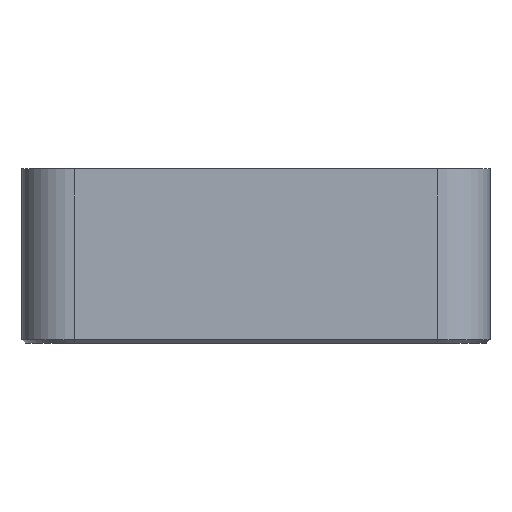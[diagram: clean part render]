
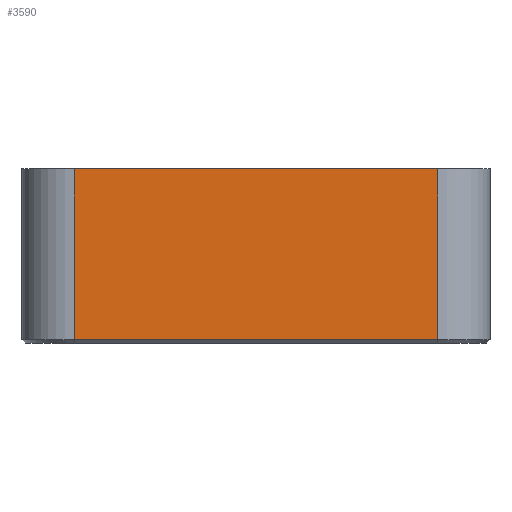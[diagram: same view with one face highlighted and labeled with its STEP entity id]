
A CAD part, front view. The second image highlights one B-rep face of the part: STEP entity #3590.
In plain terms, the highlighted planar face has unit normal (0, -1, 0).
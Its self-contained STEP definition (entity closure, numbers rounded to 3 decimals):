
#205=LINE('',#5866,#456);
#289=LINE('',#6113,#540);
#291=LINE('',#6118,#542);
#292=LINE('',#6120,#543);
#456=VECTOR('',#4811,10.);
#540=VECTOR('',#5087,10.);
#542=VECTOR('',#5095,10.);
#543=VECTOR('',#5098,10.);
#998=FACE_OUTER_BOUND('',#1341,.T.);
#1341=EDGE_LOOP('',(#3363,#3364,#3365,#3366));
#1821=VERTEX_POINT('',#5856);
#1823=VERTEX_POINT('',#5862);
#1890=VERTEX_POINT('',#6110);
#1891=VERTEX_POINT('',#6112);
#2257=EDGE_CURVE('',#1821,#1823,#205,.T.);
#2380=EDGE_CURVE('',#1890,#1891,#289,.T.);
#2383=EDGE_CURVE('',#1821,#1891,#291,.T.);
#2384=EDGE_CURVE('',#1823,#1890,#292,.T.);
#3363=ORIENTED_EDGE('',*,*,#2257,.F.);
#3364=ORIENTED_EDGE('',*,*,#2383,.T.);
#3365=ORIENTED_EDGE('',*,*,#2380,.F.);
#3366=ORIENTED_EDGE('',*,*,#2384,.F.);
#3416=PLANE('',#4018);
#3590=ADVANCED_FACE('',(#998),#3416,.T.);
#4018=AXIS2_PLACEMENT_3D('',#6119,#5096,#5097);
#4811=DIRECTION('',(-1.,0.,0.));
#5087=DIRECTION('',(1.,0.,0.));
#5095=DIRECTION('',(0.,0.,1.));
#5096=DIRECTION('center_axis',(0.,-1.,0.));
#5097=DIRECTION('ref_axis',(1.,0.,0.));
#5098=DIRECTION('',(0.,0.,1.));
#5856=CARTESIAN_POINT('',(-6.,0.,-19.6));
#5862=CARTESIAN_POINT('',(-47.72,0.,-19.6));
#5866=CARTESIAN_POINT('',(-37.29,0.,-19.6));
#6110=CARTESIAN_POINT('',(-47.72,0.,0.));
#6112=CARTESIAN_POINT('',(-6.,0.,0.));
#6113=CARTESIAN_POINT('',(-37.29,0.,0.));
#6118=CARTESIAN_POINT('',(-6.,0.,-20.));
#6119=CARTESIAN_POINT('Origin',(-47.72,0.,-20.));
#6120=CARTESIAN_POINT('',(-47.72,0.,-20.));
